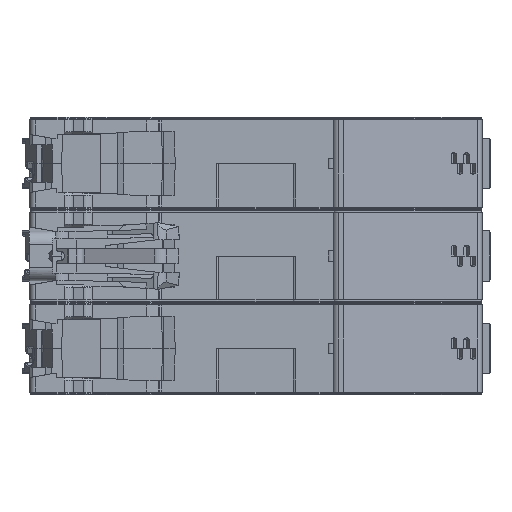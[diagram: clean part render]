
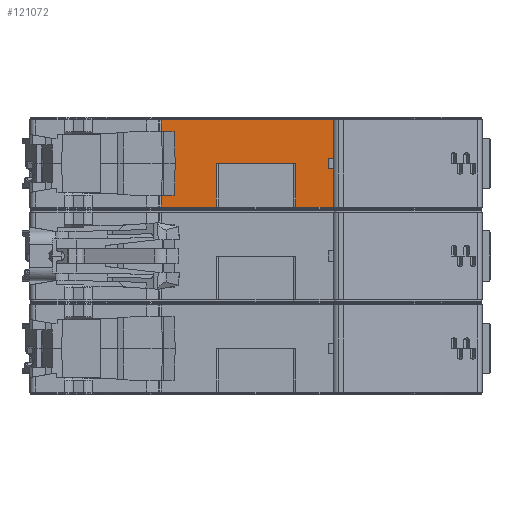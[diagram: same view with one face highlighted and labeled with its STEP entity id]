
A CAD part, front view. The second image highlights one B-rep face of the part: STEP entity #121072.
In plain terms, the highlighted planar face has unit normal (0, -1, 0).
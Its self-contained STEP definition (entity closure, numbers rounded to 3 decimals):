
#805=DIRECTION('',(0.,0.,1.));
#806=VECTOR('',#805,16.42);
#807=CARTESIAN_POINT('',(17.2,-56.5,-8.21));
#808=LINE('',#807,#806);
#823=DIRECTION('',(0.,0.,-1.));
#824=VECTOR('',#823,8.21);
#825=CARTESIAN_POINT('',(7.447,-56.5,0.));
#826=LINE('',#825,#824);
#827=DIRECTION('',(-1.,0.,0.));
#828=VECTOR('',#827,14.894);
#829=CARTESIAN_POINT('',(7.447,-56.5,0.));
#830=LINE('',#829,#828);
#831=DIRECTION('',(0.,0.,1.));
#832=VECTOR('',#831,8.21);
#833=CARTESIAN_POINT('',(-7.447,-56.5,-8.21));
#834=LINE('',#833,#832);
#835=DIRECTION('',(-1.,0.,0.));
#836=VECTOR('',#835,10.352);
#837=CARTESIAN_POINT('',(-7.447,-56.5,-8.21));
#838=LINE('',#837,#836);
#839=DIRECTION('',(0.,0.,-1.));
#840=VECTOR('',#839,2.21);
#841=CARTESIAN_POINT('',(-17.799,-56.5,-6.));
#842=LINE('',#841,#840);
#843=DIRECTION('',(-0.036,0.,-0.999));
#844=VECTOR('',#843,6.004);
#845=CARTESIAN_POINT('',(-15.184,-56.5,0.));
#846=LINE('',#845,#844);
#847=DIRECTION('',(-0.036,0.,0.999));
#848=VECTOR('',#847,6.004);
#849=CARTESIAN_POINT('',(-15.184,-56.5,0.));
#850=LINE('',#849,#848);
#851=DIRECTION('',(0.,0.,1.));
#852=VECTOR('',#851,2.21);
#853=CARTESIAN_POINT('',(-17.799,-56.5,6.));
#854=LINE('',#853,#852);
#855=DIRECTION('',(-1.,0.,0.));
#856=VECTOR('',#855,34.999);
#857=CARTESIAN_POINT('',(17.2,-56.5,8.21));
#858=LINE('',#857,#856);
#859=DIRECTION('',(-1.,0.,0.));
#860=VECTOR('',#859,9.753);
#861=CARTESIAN_POINT('',(17.2,-56.5,-8.21));
#862=LINE('',#861,#860);
#863=DIRECTION('',(-1.,0.,0.));
#864=VECTOR('',#863,1.442);
#865=CARTESIAN_POINT('',(15.021,-56.5,1.));
#866=LINE('',#865,#864);
#867=DIRECTION('',(1.,0.,0.));
#868=VECTOR('',#867,1.442);
#869=CARTESIAN_POINT('',(13.579,-56.5,-1.));
#870=LINE('',#869,#868);
#11840=DIRECTION('',(1.,0.,0.));
#11841=VECTOR('',#11840,2.399);
#11842=CARTESIAN_POINT('',(-17.799,-56.5,6.));
#11843=LINE('',#11842,#11841);
#11931=DIRECTION('',(-1.,0.,0.));
#11932=VECTOR('',#11931,2.399);
#11933=CARTESIAN_POINT('',(-15.4,-56.5,-6.));
#11934=LINE('',#11933,#11932);
#96793=DIRECTION('',(0.,0.,1.));
#96794=VECTOR('',#96793,2.);
#96795=CARTESIAN_POINT('',(13.579,-56.5,-1.));
#96796=LINE('',#96795,#96794);
#96797=DIRECTION('',(0.,0.,-1.));
#96798=VECTOR('',#96797,2.);
#96799=CARTESIAN_POINT('',(15.021,-56.5,1.));
#96800=LINE('',#96799,#96798);
#98564=CARTESIAN_POINT('',(-17.799,-56.5,-6.));
#98565=VERTEX_POINT('',#98564);
#98566=CARTESIAN_POINT('',(13.579,-56.5,-1.));
#98567=CARTESIAN_POINT('',(15.021,-56.5,-1.));
#98568=VERTEX_POINT('',#98566);
#98569=VERTEX_POINT('',#98567);
#99012=CARTESIAN_POINT('',(-15.4,-56.5,-6.));
#99013=VERTEX_POINT('',#99012);
#99970=CARTESIAN_POINT('',(-17.799,-56.5,-8.21));
#99971=VERTEX_POINT('',#99970);
#99972=CARTESIAN_POINT('',(17.2,-56.5,-8.21));
#99973=VERTEX_POINT('',#99972);
#100325=CARTESIAN_POINT('',(7.447,-56.5,-8.21));
#100327=VERTEX_POINT('',#100325);
#100330=CARTESIAN_POINT('',(-7.447,-56.5,-8.21));
#100332=VERTEX_POINT('',#100330);
#101631=CARTESIAN_POINT('',(-17.799,-56.5,6.));
#101633=VERTEX_POINT('',#101631);
#101929=CARTESIAN_POINT('',(15.021,-56.5,1.));
#101930=CARTESIAN_POINT('',(13.579,-56.5,1.));
#101931=VERTEX_POINT('',#101929);
#101932=VERTEX_POINT('',#101930);
#102202=CARTESIAN_POINT('',(17.2,-56.5,8.21));
#102203=CARTESIAN_POINT('',(-17.799,-56.5,8.21));
#102204=VERTEX_POINT('',#102202);
#102205=VERTEX_POINT('',#102203);
#103671=CARTESIAN_POINT('',(-15.4,-56.5,6.));
#103673=VERTEX_POINT('',#103671);
#104648=CARTESIAN_POINT('',(-15.184,-56.5,0.));
#104649=VERTEX_POINT('',#104648);
#104778=CARTESIAN_POINT('',(7.447,-56.5,0.));
#104779=VERTEX_POINT('',#104778);
#104780=CARTESIAN_POINT('',(-7.447,-56.5,0.));
#104781=VERTEX_POINT('',#104780);
#121030=CARTESIAN_POINT('',(0.,-56.5,0.));
#121031=DIRECTION('',(0.,-1.,0.));
#121032=DIRECTION('',(-1.,0.,0.));
#121033=AXIS2_PLACEMENT_3D('',#121030,#121031,#121032);
#121034=PLANE('',#121033);
#121036=ORIENTED_EDGE('',*,*,#121035,.F.);
#121038=ORIENTED_EDGE('',*,*,#121037,.T.);
#121040=ORIENTED_EDGE('',*,*,#121039,.F.);
#121042=ORIENTED_EDGE('',*,*,#121041,.T.);
#121044=ORIENTED_EDGE('',*,*,#121043,.F.);
#121046=ORIENTED_EDGE('',*,*,#121045,.F.);
#121048=ORIENTED_EDGE('',*,*,#121047,.F.);
#121050=ORIENTED_EDGE('',*,*,#121049,.T.);
#121052=ORIENTED_EDGE('',*,*,#121051,.F.);
#121054=ORIENTED_EDGE('',*,*,#121053,.T.);
#121056=ORIENTED_EDGE('',*,*,#121055,.F.);
#121057=ORIENTED_EDGE('',*,*,#121020,.F.);
#121059=ORIENTED_EDGE('',*,*,#121058,.T.);
#121060=EDGE_LOOP('',(#121036,#121038,#121040,#121042,#121044,#121046,#121048,
#121050,#121052,#121054,#121056,#121057,#121059));
#121061=FACE_OUTER_BOUND('',#121060,.F.);
#121063=ORIENTED_EDGE('',*,*,#121062,.F.);
#121065=ORIENTED_EDGE('',*,*,#121064,.T.);
#121067=ORIENTED_EDGE('',*,*,#121066,.F.);
#121069=ORIENTED_EDGE('',*,*,#121068,.T.);
#121070=EDGE_LOOP('',(#121063,#121065,#121067,#121069));
#121071=FACE_BOUND('',#121070,.F.);
#121020=EDGE_CURVE('',#99973,#102204,#808,.T.);
#121035=EDGE_CURVE('',#104779,#100327,#826,.T.);
#121037=EDGE_CURVE('',#104779,#104781,#830,.T.);
#121039=EDGE_CURVE('',#100332,#104781,#834,.T.);
#121041=EDGE_CURVE('',#100332,#99971,#838,.T.);
#121043=EDGE_CURVE('',#98565,#99971,#842,.T.);
#121045=EDGE_CURVE('',#99013,#98565,#11934,.T.);
#121047=EDGE_CURVE('',#104649,#99013,#846,.T.);
#121049=EDGE_CURVE('',#104649,#103673,#850,.T.);
#121051=EDGE_CURVE('',#101633,#103673,#11843,.T.);
#121053=EDGE_CURVE('',#101633,#102205,#854,.T.);
#121055=EDGE_CURVE('',#102204,#102205,#858,.T.);
#121058=EDGE_CURVE('',#99973,#100327,#862,.T.);
#121062=EDGE_CURVE('',#101931,#98569,#96800,.T.);
#121064=EDGE_CURVE('',#101931,#101932,#866,.T.);
#121066=EDGE_CURVE('',#98568,#101932,#96796,.T.);
#121068=EDGE_CURVE('',#98568,#98569,#870,.T.);
#121072=ADVANCED_FACE('',(#121061,#121071),#121034,.T.);
